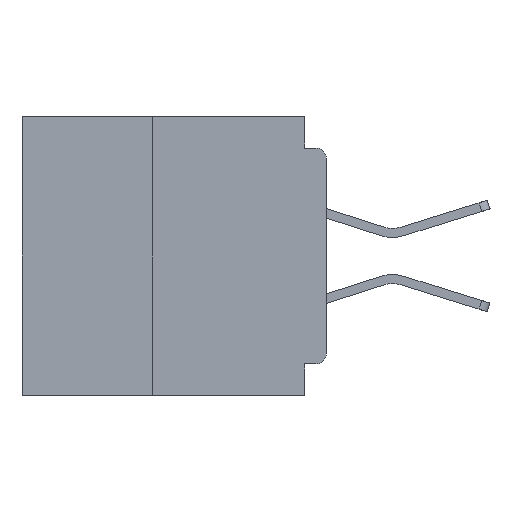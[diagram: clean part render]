
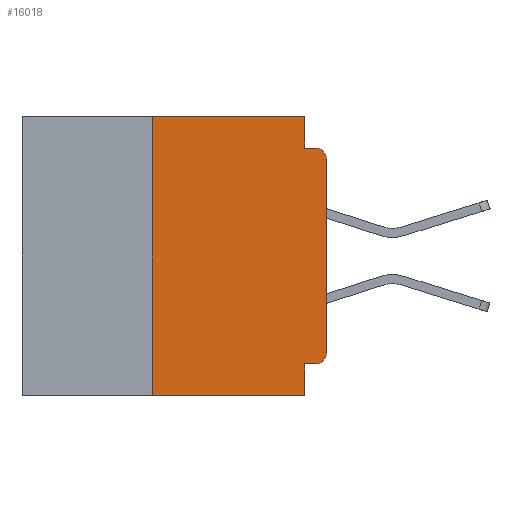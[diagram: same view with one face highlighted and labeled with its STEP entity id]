
A CAD part, left-side view. The second image highlights one B-rep face of the part: STEP entity #16018.
In plain terms, the highlighted planar face has unit normal (-1, 0, 0).
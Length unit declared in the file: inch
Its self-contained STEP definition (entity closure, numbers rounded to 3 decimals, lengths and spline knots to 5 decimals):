
#1167 = CARTESIAN_POINT ( 'NONE',  ( 0., 0.25, -0.4 ) ) ;
#1704 = CARTESIAN_POINT ( 'NONE',  ( 0., 0.031, -0.355 ) ) ;
#5597 = CIRCLE ( 'NONE', #19548, 0.015 ) ;
#6223 = VERTEX_POINT ( 'NONE', #29277 ) ;
#6753 = VECTOR ( 'NONE', #38954, 39.37008 ) ;
#8523 = ORIENTED_EDGE ( 'NONE', *, *, #51715, .F. ) ;
#8649 = LINE ( 'NONE', #34147, #29263 ) ;
#8728 = ORIENTED_EDGE ( 'NONE', *, *, #55866, .T. ) ;
#8857 = EDGE_CURVE ( 'NONE', #33632, #11908, #5597, .T. ) ;
#9100 = CARTESIAN_POINT ( 'NONE',  ( 0., 0.031, -0.4 ) ) ;
#9935 = EDGE_CURVE ( 'NONE', #12789, #44162, #52479, .T. ) ;
#10701 = VECTOR ( 'NONE', #48248, 39.37008 ) ;
#10911 = VERTEX_POINT ( 'NONE', #27374 ) ;
#11457 = EDGE_CURVE ( 'NONE', #33264, #15991, #19722, .T. ) ;
#11908 = VERTEX_POINT ( 'NONE', #16371 ) ;
#12789 = VERTEX_POINT ( 'NONE', #18982 ) ;
#13537 = DIRECTION ( 'NONE',  ( 0., 0., -1. ) ) ;
#14048 = FACE_OUTER_BOUND ( 'NONE', #37659, .T. ) ;
#14169 = CARTESIAN_POINT ( 'NONE',  ( 0., 0.015, -0.06 ) ) ;
#14181 = EDGE_CURVE ( 'NONE', #10911, #55811, #27862, .T. ) ;
#14657 = DIRECTION ( 'NONE',  ( 0., 0., 1. ) ) ;
#15046 = EDGE_CURVE ( 'NONE', #55811, #11908, #27756, .T. ) ;
#15117 = ORIENTED_EDGE ( 'NONE', *, *, #11457, .F. ) ;
#15462 = ORIENTED_EDGE ( 'NONE', *, *, #15046, .F. ) ;
#15611 = CARTESIAN_POINT ( 'NONE',  ( 0., 0.015, -0.34 ) ) ;
#15712 = EDGE_CURVE ( 'NONE', #26768, #6223, #51387, .T. ) ;
#15991 = VERTEX_POINT ( 'NONE', #51087 ) ;
#16018 = ADVANCED_FACE ( 'NONE', ( #14048 ), #20527, .F. ) ;
#16128 = VECTOR ( 'NONE', #17013, 39.37008 ) ;
#16230 = VECTOR ( 'NONE', #37079, 39.37008 ) ;
#16371 = CARTESIAN_POINT ( 'NONE',  ( 0., 0.015, -0.045 ) ) ;
#16557 = CARTESIAN_POINT ( 'NONE',  ( 0., 0.25, -0.4 ) ) ;
#17013 = DIRECTION ( 'NONE',  ( 0., -1., 0. ) ) ;
#18328 = VECTOR ( 'NONE', #13537, 39.37008 ) ;
#18401 = LINE ( 'NONE', #56091, #6753 ) ;
#18563 = DIRECTION ( 'NONE',  ( 0., 0., -1. ) ) ;
#18833 = ORIENTED_EDGE ( 'NONE', *, *, #51861, .F. ) ;
#18982 = CARTESIAN_POINT ( 'NONE',  ( 0., 0.015, -0.355 ) ) ;
#19548 = AXIS2_PLACEMENT_3D ( 'NONE', #14169, #44686, #18563 ) ;
#19722 = LINE ( 'NONE', #9100, #18328 ) ;
#20016 = DIRECTION ( 'NONE',  ( 0., 0., -1. ) ) ;
#20527 = PLANE ( 'NONE',  #32340 ) ;
#20920 = DIRECTION ( 'NONE',  ( 0., 0., -1. ) ) ;
#22373 = LINE ( 'NONE', #43938, #10701 ) ;
#22970 = EDGE_CURVE ( 'NONE', #26768, #15991, #18401, .T. ) ;
#23041 = DIRECTION ( 'NONE',  ( 0., 0., 1. ) ) ;
#23439 = ORIENTED_EDGE ( 'NONE', *, *, #22970, .T. ) ;
#25246 = ORIENTED_EDGE ( 'NONE', *, *, #9935, .T. ) ;
#26768 = VERTEX_POINT ( 'NONE', #16557 ) ;
#27374 = CARTESIAN_POINT ( 'NONE',  ( 0., 0.031, 0. ) ) ;
#27756 = LINE ( 'NONE', #43151, #16128 ) ;
#27862 = LINE ( 'NONE', #50025, #16230 ) ;
#29263 = VECTOR ( 'NONE', #34341, 39.37008 ) ;
#29277 = CARTESIAN_POINT ( 'NONE',  ( 0., 0.25, 0. ) ) ;
#32340 = AXIS2_PLACEMENT_3D ( 'NONE', #38331, #46969, #20920 ) ;
#33264 = VERTEX_POINT ( 'NONE', #1704 ) ;
#33632 = VERTEX_POINT ( 'NONE', #44131 ) ;
#34147 = CARTESIAN_POINT ( 'NONE',  ( 0., 0., -0.355 ) ) ;
#34341 = DIRECTION ( 'NONE',  ( 0., 1., 0. ) ) ;
#35245 = ORIENTED_EDGE ( 'NONE', *, *, #14181, .F. ) ;
#36523 = CARTESIAN_POINT ( 'NONE',  ( 0., 0., 0. ) ) ;
#37079 = DIRECTION ( 'NONE',  ( 0., 0., -1. ) ) ;
#37659 = EDGE_LOOP ( 'NONE', ( #8728, #37977, #15462, #35245, #18833, #42506, #23439, #15117, #8523, #25246 ) ) ;
#37977 = ORIENTED_EDGE ( 'NONE', *, *, #8857, .T. ) ;
#38331 = CARTESIAN_POINT ( 'NONE',  ( 0., 0.437, 0. ) ) ;
#38636 = VECTOR ( 'NONE', #23041, 39.37008 ) ;
#38954 = DIRECTION ( 'NONE',  ( 0., -1., 0. ) ) ;
#40438 = CARTESIAN_POINT ( 'NONE',  ( 0., 0.031, -0.045 ) ) ;
#42506 = ORIENTED_EDGE ( 'NONE', *, *, #15712, .F. ) ;
#43151 = CARTESIAN_POINT ( 'NONE',  ( 0., 0., -0.045 ) ) ;
#43938 = CARTESIAN_POINT ( 'NONE',  ( 0., 0.437, 0. ) ) ;
#44131 = CARTESIAN_POINT ( 'NONE',  ( 0., 0., -0.06 ) ) ;
#44162 = VERTEX_POINT ( 'NONE', #54308 ) ;
#44686 = DIRECTION ( 'NONE',  ( -1., 0., 0. ) ) ;
#46091 = DIRECTION ( 'NONE',  ( -1., 0., 0. ) ) ;
#46969 = DIRECTION ( 'NONE',  ( 1., 0., 0. ) ) ;
#47749 = LINE ( 'NONE', #36523, #49099 ) ;
#48248 = DIRECTION ( 'NONE',  ( 0., -1., 0. ) ) ;
#49099 = VECTOR ( 'NONE', #14657, 39.37008 ) ;
#50025 = CARTESIAN_POINT ( 'NONE',  ( 0., 0.031, 0. ) ) ;
#51087 = CARTESIAN_POINT ( 'NONE',  ( 0., 0.031, -0.4 ) ) ;
#51223 = AXIS2_PLACEMENT_3D ( 'NONE', #15611, #46091, #20016 ) ;
#51387 = LINE ( 'NONE', #1167, #38636 ) ;
#51715 = EDGE_CURVE ( 'NONE', #12789, #33264, #8649, .T. ) ;
#51861 = EDGE_CURVE ( 'NONE', #6223, #10911, #22373, .T. ) ;
#52479 = CIRCLE ( 'NONE', #51223, 0.015 ) ;
#54308 = CARTESIAN_POINT ( 'NONE',  ( 0., 0., -0.34 ) ) ;
#55811 = VERTEX_POINT ( 'NONE', #40438 ) ;
#55866 = EDGE_CURVE ( 'NONE', #44162, #33632, #47749, .T. ) ;
#56091 = CARTESIAN_POINT ( 'NONE',  ( 0., 0.437, -0.4 ) ) ;
